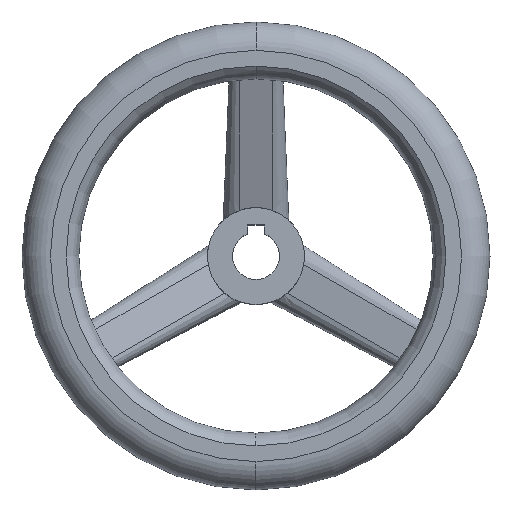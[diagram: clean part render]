
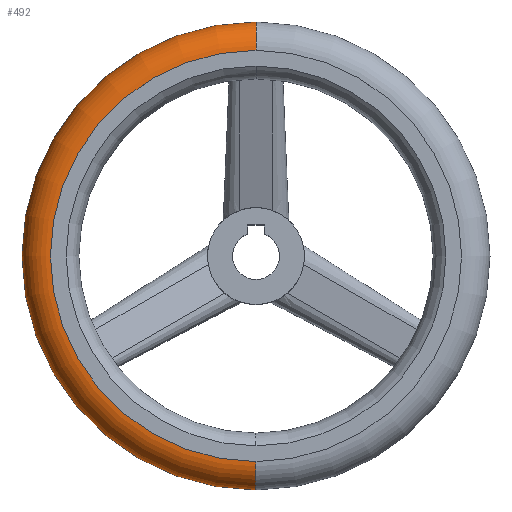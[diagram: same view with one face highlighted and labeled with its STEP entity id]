
A CAD part, top view. The second image highlights one B-rep face of the part: STEP entity #492.
In plain terms, the highlighted toroidal (fillet/blend) face has major radius 61.5 mm and minor radius 8.5 mm.
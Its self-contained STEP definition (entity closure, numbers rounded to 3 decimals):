
#268=VERTEX_POINT('',#679);
#302=EDGE_CURVE('',#376,#400,#713,.T.);
#366=EDGE_CURVE('',#462,#268,#785,.T.);
#376=VERTEX_POINT('',#796);
#400=VERTEX_POINT('',#825);
#462=VERTEX_POINT('',#890);
#490=EDGE_CURVE('',#462,#400,#918,.T.);
#492=ADVANCED_FACE('',(#920),#921,.T.);
#604=EDGE_CURVE('',#376,#268,#1050,.T.);
#679=CARTESIAN_POINT('',(0.,61.5,39.0));
#713=CIRCLE('',#1226,8.5);
#785=CIRCLE('',#1379,8.5);
#796=CARTESIAN_POINT('',(0.,-61.5,39.0));
#825=CARTESIAN_POINT('',(0.,-70.,30.5));
#890=CARTESIAN_POINT('',(0.,70.0,30.5));
#918=CIRCLE('',#1646,70.0);
#920=FACE_OUTER_BOUND('',#1648,.T.);
#921=TOROIDAL_SURFACE('',#1649,61.5,8.5);
#1050=CIRCLE('',#1935,61.5);
#1226=AXIS2_PLACEMENT_3D('',#2018,#2019,#2020);
#1379=AXIS2_PLACEMENT_3D('',#2100,#2101,#2102);
#1646=AXIS2_PLACEMENT_3D('',#2222,#2223,#2224);
#1648=EDGE_LOOP('',(#2226,#2227,#2228,#2229));
#1649=AXIS2_PLACEMENT_3D('',#2230,#2231,#2232);
#1935=AXIS2_PLACEMENT_3D('',#2421,#2422,#2423);
#2018=CARTESIAN_POINT('',(0.,-61.5,30.5));
#2019=DIRECTION('',(1.0,0.,0.));
#2020=DIRECTION('',(0.,-1.0,0.));
#2100=CARTESIAN_POINT('',(0.,61.5,30.5));
#2101=DIRECTION('',(1.0,0.,0.));
#2102=DIRECTION('',(0.,1.0,0.));
#2222=CARTESIAN_POINT('',(0.,0.,30.5));
#2223=DIRECTION('',(0.,0.,1.0));
#2224=DIRECTION('',(1.0,0.0,0.));
#2226=ORIENTED_EDGE('',*,*,#490,.T.);
#2227=ORIENTED_EDGE('',*,*,#302,.F.);
#2228=ORIENTED_EDGE('',*,*,#604,.T.);
#2229=ORIENTED_EDGE('',*,*,#366,.F.);
#2230=CARTESIAN_POINT('',(0.,0.,30.5));
#2231=DIRECTION('',(0.,0.,1.0));
#2232=DIRECTION('',(0.,1.0,0.0));
#2421=CARTESIAN_POINT('',(0.,0.,39.0));
#2422=DIRECTION('',(0.,0.,-1.0));
#2423=DIRECTION('',(0.,1.0,0.));
